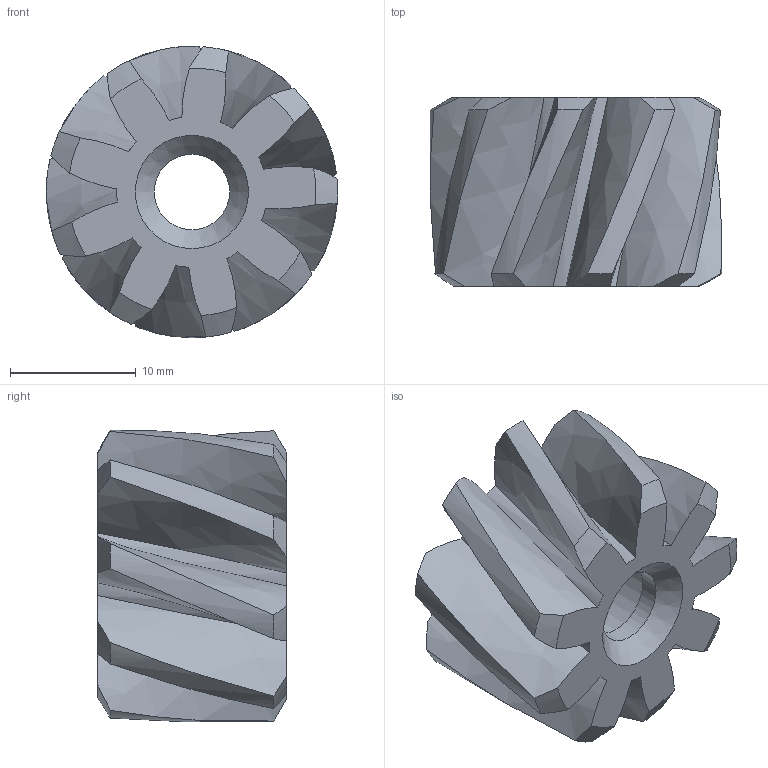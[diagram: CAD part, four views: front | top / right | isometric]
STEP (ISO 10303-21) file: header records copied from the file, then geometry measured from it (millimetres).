
FILE_DESCRIPTION(/* description */ ('STEP AP214'),/* implementation_level */ '2;1');
FILE_NAME(/* name */ '67f71b15b2acff2e7002bfc1',/* time_stamp */ '2025-04-10T01:12:54Z',/* author */ (''),/* organization */ (''),/* preprocessor_version */ 'ST-DEVELOPER v20',/* originating_system */ 'ONSHAPE BY PTC INC, 1.196',/* authorisation */ ' ');
FILE_SCHEMA (('AUTOMOTIVE_DESIGN {1 0 10303 214 3 1 1}'));
Length unit declared in the file: metre
Products named in the file (1): Planet_Gear
Bounding box: 23.14 x 15 x 23.15 mm (x, y, z)
Volume: 2837.5 mm3; surface area: 2909.2 mm2
Topology: 1 solids, 1 shells, 60 faces, 170 edges, 113 vertices
Faces by surface type: cylinder 20, cone 19, bspline 18, plane 3
Full cylindrical faces by diameter (mm): 6 x1, 10.2 x1
Entity records: 3460 total; most frequent: CARTESIAN_POINT 2087, ORIENTED_EDGE 334, DIRECTION 204, EDGE_CURVE 167, VERTEX_POINT 113, B_SPLINE_CURVE_WITH_KNOTS 108, AXIS2_PLACEMENT_3D 102, EDGE_LOOP 66
